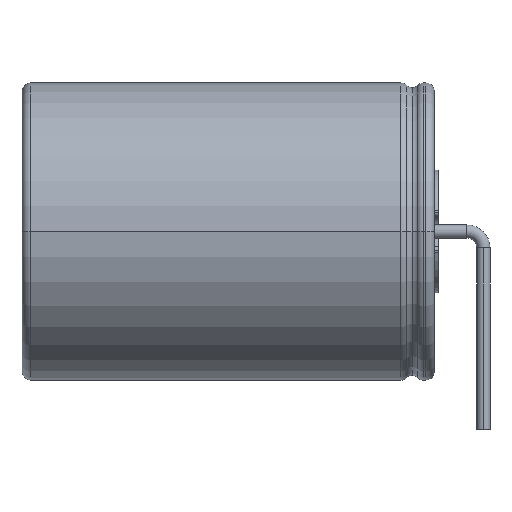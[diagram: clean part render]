
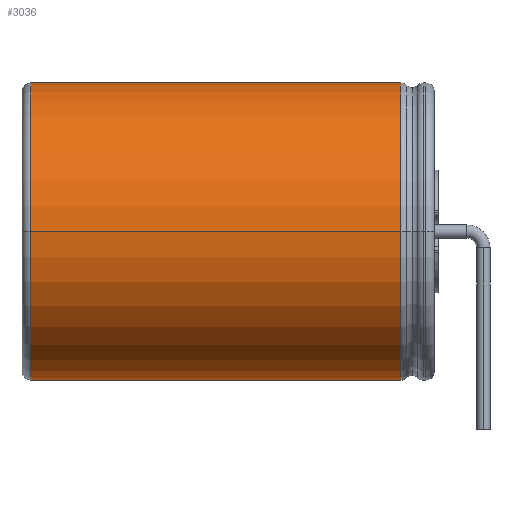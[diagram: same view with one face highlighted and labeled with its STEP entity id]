
A CAD part, left-side view. The second image highlights one B-rep face of the part: STEP entity #3036.
In plain terms, the highlighted cylindrical face has radius 9.025 mm (diameter 18.051 mm), a partial arc.
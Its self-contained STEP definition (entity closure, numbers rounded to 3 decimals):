
#52 = CARTESIAN_POINT ( 'NONE',  ( 0., 2.52, -9.025 ) ) ;
#197 = VERTEX_POINT ( 'NONE', #975 ) ;
#617 = VECTOR ( 'NONE', #1175, 1000. ) ;
#619 = LINE ( 'NONE', #3633, #2059 ) ;
#721 = AXIS2_PLACEMENT_3D ( 'NONE', #3522, #831, #3961 ) ;
#743 = DIRECTION ( 'NONE',  ( 1., 0., 0. ) ) ;
#831 = DIRECTION ( 'NONE',  ( 0., -1., 0. ) ) ;
#975 = CARTESIAN_POINT ( 'NONE',  ( 0., 25., 9.025 ) ) ;
#1052 = ORIENTED_EDGE ( 'NONE', *, *, #4966, .T. ) ;
#1108 = DIRECTION ( 'NONE',  ( 1., 0., 0. ) ) ;
#1175 = DIRECTION ( 'NONE',  ( 0., 1., 0. ) ) ;
#1488 = CIRCLE ( 'NONE', #721, 9.025 ) ;
#1592 = VERTEX_POINT ( 'NONE', #3801 ) ;
#2000 = EDGE_CURVE ( 'NONE', #1592, #3498, #2122, .T. ) ;
#2059 = VECTOR ( 'NONE', #2926, 1000. ) ;
#2122 = CIRCLE ( 'NONE', #2353, 9.025 ) ;
#2199 = CARTESIAN_POINT ( 'NONE',  ( 0., 2.52, 0. ) ) ;
#2289 = ORIENTED_EDGE ( 'NONE', *, *, #2000, .F. ) ;
#2306 = CARTESIAN_POINT ( 'NONE',  ( 0., 12.922, -9.025 ) ) ;
#2350 = EDGE_CURVE ( 'NONE', #197, #1592, #619, .T. ) ;
#2353 = AXIS2_PLACEMENT_3D ( 'NONE', #2199, #2587, #743 ) ;
#2587 = DIRECTION ( 'NONE',  ( 0., -1., 0. ) ) ;
#2699 = CYLINDRICAL_SURFACE ( 'NONE', #2948, 9.025 ) ;
#2926 = DIRECTION ( 'NONE',  ( 0., -1., 0. ) ) ;
#2948 = AXIS2_PLACEMENT_3D ( 'NONE', #3842, #4229, #1108 ) ;
#3036 = ADVANCED_FACE ( 'NONE', ( #3414 ), #2699, .T. ) ;
#3156 = EDGE_LOOP ( 'NONE', ( #1052, #3811, #2289, #4901 ) ) ;
#3414 = FACE_OUTER_BOUND ( 'NONE', #3156, .T. ) ;
#3430 = VERTEX_POINT ( 'NONE', #3953 ) ;
#3498 = VERTEX_POINT ( 'NONE', #52 ) ;
#3522 = CARTESIAN_POINT ( 'NONE',  ( 0., 25., 0. ) ) ;
#3576 = EDGE_CURVE ( 'NONE', #3498, #3430, #4942, .T. ) ;
#3633 = CARTESIAN_POINT ( 'NONE',  ( 0., 12.922, 9.025 ) ) ;
#3801 = CARTESIAN_POINT ( 'NONE',  ( 0., 2.52, 9.025 ) ) ;
#3811 = ORIENTED_EDGE ( 'NONE', *, *, #3576, .F. ) ;
#3842 = CARTESIAN_POINT ( 'NONE',  ( 0., 12.922, 0. ) ) ;
#3953 = CARTESIAN_POINT ( 'NONE',  ( 0., 25., -9.025 ) ) ;
#3961 = DIRECTION ( 'NONE',  ( 1., 0., 0. ) ) ;
#4229 = DIRECTION ( 'NONE',  ( 0., 1., 0. ) ) ;
#4901 = ORIENTED_EDGE ( 'NONE', *, *, #2350, .F. ) ;
#4942 = LINE ( 'NONE', #2306, #617 ) ;
#4966 = EDGE_CURVE ( 'NONE', #197, #3430, #1488, .T. ) ;
